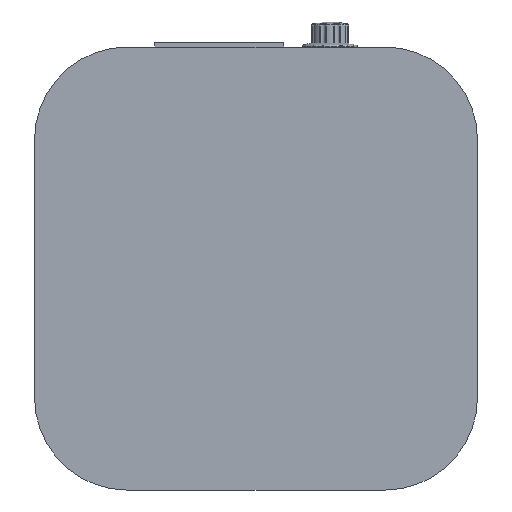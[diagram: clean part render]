
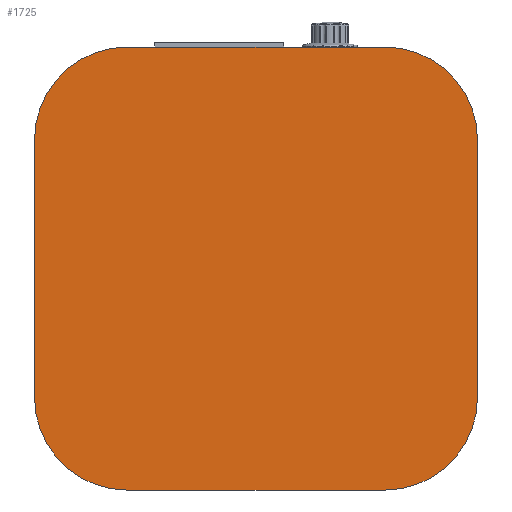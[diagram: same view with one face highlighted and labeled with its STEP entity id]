
A CAD part, front view. The second image highlights one B-rep face of the part: STEP entity #1725.
In plain terms, the highlighted planar face has unit normal (0, -1, 0).
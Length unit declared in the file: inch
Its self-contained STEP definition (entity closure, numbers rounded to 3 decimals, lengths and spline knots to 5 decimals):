
#58=PLANE('',#2006);
#134=LINE('',#4253,#209);
#138=LINE('',#4265,#213);
#142=LINE('',#4277,#217);
#146=LINE('',#4289,#221);
#209=VECTOR('',#2550,0.3937);
#213=VECTOR('',#2562,0.3937);
#217=VECTOR('',#2574,0.3937);
#221=VECTOR('',#2586,0.3937);
#414=FACE_OUTER_BOUND('',#529,.T.);
#529=EDGE_LOOP('',(#1561,#1562,#1563,#1564,#1565,#1566,#1567,#1568));
#697=CIRCLE('',#1993,2.5);
#699=CIRCLE('',#1997,2.5);
#701=CIRCLE('',#2001,2.5);
#703=CIRCLE('',#2005,2.5);
#835=VERTEX_POINT('',#4250);
#836=VERTEX_POINT('',#4252);
#838=VERTEX_POINT('',#4258);
#840=VERTEX_POINT('',#4264);
#842=VERTEX_POINT('',#4270);
#844=VERTEX_POINT('',#4276);
#846=VERTEX_POINT('',#4282);
#848=VERTEX_POINT('',#4288);
#1074=EDGE_CURVE('',#836,#835,#134,.T.);
#1077=EDGE_CURVE('',#838,#836,#697,.T.);
#1080=EDGE_CURVE('',#840,#838,#138,.T.);
#1083=EDGE_CURVE('',#842,#840,#699,.T.);
#1086=EDGE_CURVE('',#844,#842,#142,.T.);
#1089=EDGE_CURVE('',#846,#844,#701,.T.);
#1092=EDGE_CURVE('',#848,#846,#146,.T.);
#1095=EDGE_CURVE('',#835,#848,#703,.T.);
#1561=ORIENTED_EDGE('',*,*,#1095,.T.);
#1562=ORIENTED_EDGE('',*,*,#1092,.T.);
#1563=ORIENTED_EDGE('',*,*,#1089,.T.);
#1564=ORIENTED_EDGE('',*,*,#1086,.T.);
#1565=ORIENTED_EDGE('',*,*,#1083,.T.);
#1566=ORIENTED_EDGE('',*,*,#1080,.T.);
#1567=ORIENTED_EDGE('',*,*,#1077,.T.);
#1568=ORIENTED_EDGE('',*,*,#1074,.T.);
#1725=ADVANCED_FACE('',(#414),#58,.F.);
#1993=AXIS2_PLACEMENT_3D('',#4259,#2556,#2557);
#1997=AXIS2_PLACEMENT_3D('',#4271,#2568,#2569);
#2001=AXIS2_PLACEMENT_3D('',#4283,#2580,#2581);
#2005=AXIS2_PLACEMENT_3D('',#4293,#2592,#2593);
#2006=AXIS2_PLACEMENT_3D('',#4294,#2594,#2595);
#2550=DIRECTION('',(-1.,0.,0.));
#2556=DIRECTION('center_axis',(0.,-1.,0.));
#2557=DIRECTION('ref_axis',(0.,0.,1.));
#2562=DIRECTION('',(0.,0.,1.));
#2568=DIRECTION('center_axis',(0.,-1.,0.));
#2569=DIRECTION('ref_axis',(1.,0.,0.));
#2574=DIRECTION('',(1.,0.,0.));
#2580=DIRECTION('center_axis',(0.,-1.,0.));
#2581=DIRECTION('ref_axis',(0.,0.,-1.));
#2586=DIRECTION('',(0.,0.,-1.));
#2592=DIRECTION('center_axis',(0.,-1.,0.));
#2593=DIRECTION('ref_axis',(-1.,0.,0.));
#2594=DIRECTION('center_axis',(0.,1.,0.));
#2595=DIRECTION('ref_axis',(1.,0.,0.));
#4250=CARTESIAN_POINT('',(2.5,-2.5,0.));
#4252=CARTESIAN_POINT('',(9.5,-2.5,0.));
#4253=CARTESIAN_POINT('',(2.5,-2.5,0.));
#4258=CARTESIAN_POINT('',(12.,-2.5,-2.5));
#4259=CARTESIAN_POINT('Origin',(9.5,-2.5,-2.5));
#4264=CARTESIAN_POINT('',(12.,-2.5,-9.5));
#4265=CARTESIAN_POINT('',(12.,-2.5,-2.5));
#4270=CARTESIAN_POINT('',(9.5,-2.5,-12.));
#4271=CARTESIAN_POINT('Origin',(9.5,-2.5,-9.5));
#4276=CARTESIAN_POINT('',(2.5,-2.5,-12.));
#4277=CARTESIAN_POINT('',(9.5,-2.5,-12.));
#4282=CARTESIAN_POINT('',(0.,-2.5,-9.5));
#4283=CARTESIAN_POINT('Origin',(2.5,-2.5,-9.5));
#4288=CARTESIAN_POINT('',(0.,-2.5,-2.5));
#4289=CARTESIAN_POINT('',(0.,-2.5,-9.5));
#4293=CARTESIAN_POINT('Origin',(2.5,-2.5,-2.5));
#4294=CARTESIAN_POINT('Origin',(6.,-2.5,-6.));
